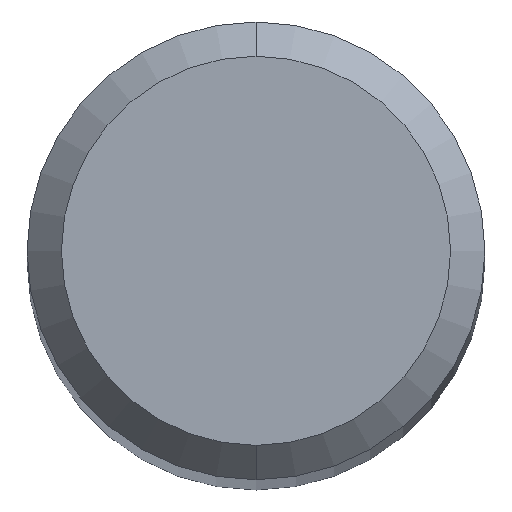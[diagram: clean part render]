
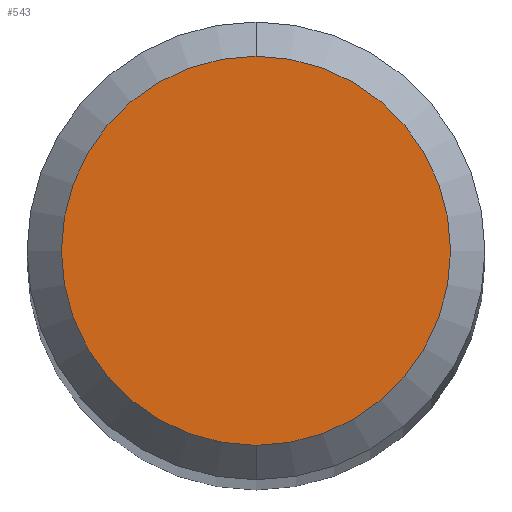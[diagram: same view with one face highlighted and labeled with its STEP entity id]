
A CAD part, top view. The second image highlights one B-rep face of the part: STEP entity #543.
In plain terms, the highlighted planar face has unit normal (0, 0, 1).
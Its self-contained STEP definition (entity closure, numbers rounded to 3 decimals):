
#543=ADVANCED_FACE('',(#1200),#1201,.T.);
#627=VERTEX_POINT('',#1291);
#803=EDGE_CURVE('',#627,#903,#1479,.T.);
#903=VERTEX_POINT('',#1593);
#953=EDGE_CURVE('',#903,#627,#1646,.T.);
#1200=FACE_OUTER_BOUND('',#3975,.T.);
#1201=PLANE('',#3976);
#1291=CARTESIAN_POINT('',(0.,-1.7,0.0));
#1479=CIRCLE('',#6137,1.7);
#1593=CARTESIAN_POINT('',(0.0,1.7,0.0));
#1646=CIRCLE('',#7971,1.7);
#3975=EDGE_LOOP('',(#8240,#8241));
#3976=AXIS2_PLACEMENT_3D('',#8242,#8243,#8244);
#6137=AXIS2_PLACEMENT_3D('',#8469,#8470,#8471);
#7971=AXIS2_PLACEMENT_3D('',#8698,#8699,#8700);
#8240=ORIENTED_EDGE('',*,*,#953,.F.);
#8241=ORIENTED_EDGE('',*,*,#803,.F.);
#8242=CARTESIAN_POINT('',(0.0,0.85,0.0));
#8243=DIRECTION('',(-0.0,0.0,1.0));
#8244=DIRECTION('',(0.0,-1.0,0.0));
#8469=CARTESIAN_POINT('',(0.0,0.0,0.0));
#8470=DIRECTION('',(0.0,0.0,-1.0));
#8471=DIRECTION('',(0.0,1.0,0.0));
#8698=CARTESIAN_POINT('',(0.0,0.0,0.0));
#8699=DIRECTION('',(0.0,0.0,-1.0));
#8700=DIRECTION('',(0.0,1.0,0.0));
